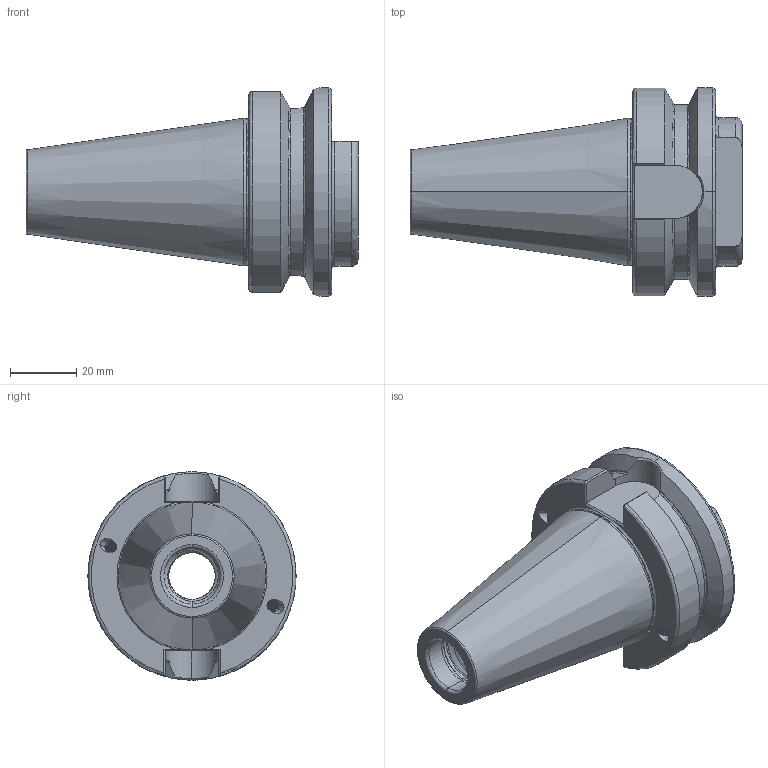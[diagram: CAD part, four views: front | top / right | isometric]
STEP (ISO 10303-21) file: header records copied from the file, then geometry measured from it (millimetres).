
FILE_DESCRIPTION (( 'STEP AP203' ), '1' );
FILE_NAME ('406.04.20.0.STEP', '2016-08-05T10:05:53', ( '' ), ( '' ), 'SwSTEP 2.0', 'SolidWorks 2012', '' );
FILE_SCHEMA (( 'CONFIG_CONTROL_DESIGN' ));
Length unit declared in the file: millimetre
Products named in the file (3): 406.04.20.0; 側固BT_SK_40(25_32)短式_M16x1_10L
Assembly tree (2 placements, depth 2):
  406.04.20.0
    406.04.20.0
    側固BT_SK_40(25_32)短式_M16x1_10L
Bounding box: 100.4 x 63 x 63 mm (x, y, z)
Volume: 117778.3 mm3; surface area: 29152 mm2
Topology: 2 solids, 2 shells, 274 faces, 769 edges, 493 vertices
Faces by surface type: cylinder 141, plane 47, bspline 33, cone 27, torus 26
Entity records: 31483 total; most frequent: CARTESIAN_POINT 25189, ORIENTED_EDGE 1526, DIRECTION 985, EDGE_CURVE 763, VERTEX_POINT 493, AXIS2_PLACEMENT_3D 382, EDGE_LOOP 286, FACE_OUTER_BOUND 274
